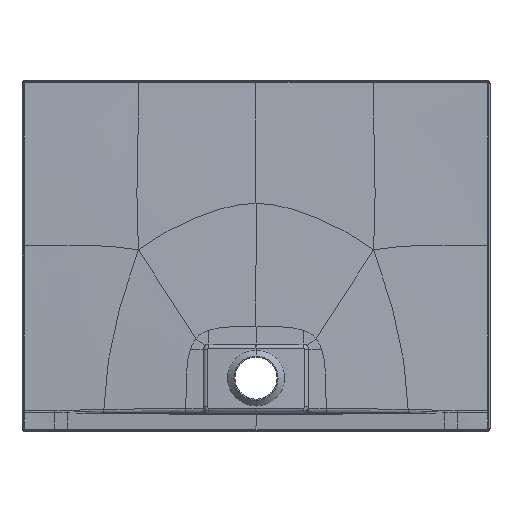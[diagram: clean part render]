
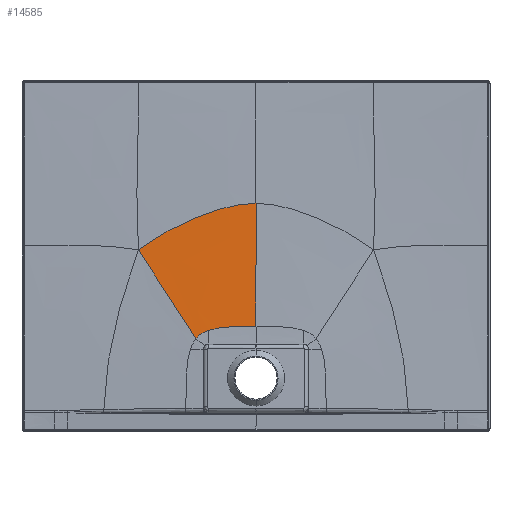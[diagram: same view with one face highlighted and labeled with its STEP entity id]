
A CAD part, front view. The second image highlights one B-rep face of the part: STEP entity #14585.
In plain terms, the highlighted free-form (B-spline) face has degree [3, 3] with [9, 8] control points.
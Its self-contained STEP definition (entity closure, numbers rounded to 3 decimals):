
#3709=DIRECTION('',(0.,0.024,1.));
#3710=VECTOR('',#3709,262.574);
#3711=CARTESIAN_POINT('',(0.,-15.499,
225.071));
#3712=LINE('',#3711,#3710);
#3713=CARTESIAN_POINT('',(-101.03,-15.499,
216.299));
#3714=CARTESIAN_POINT('',(-95.735,-15.499,
218.105));
#3715=CARTESIAN_POINT('',(-80.508,-15.499,
221.855));
#3716=CARTESIAN_POINT('',(-49.086,-15.499,
224.725));
#3717=CARTESIAN_POINT('',(-17.759,-15.499,
225.071));
#3718=CARTESIAN_POINT('',(0.,-15.499,
225.071));
#3720=CARTESIAN_POINT('',(-128.371,-15.497,
198.39));
#3721=CARTESIAN_POINT('',(-125.895,-15.498,
201.382));
#3722=CARTESIAN_POINT('',(-120.385,-15.498,
206.703));
#3723=CARTESIAN_POINT('',(-111.123,-15.498,
212.392));
#3724=CARTESIAN_POINT('',(-104.197,-15.498,
215.219));
#3725=CARTESIAN_POINT('',(-101.03,-15.499,
216.299));
#3727=CARTESIAN_POINT('',(0.,-9.249,
487.571));
#3728=CARTESIAN_POINT('',(-19.307,-9.249,
487.571));
#3729=CARTESIAN_POINT('',(-58.823,-9.159,
482.003));
#3730=CARTESIAN_POINT('',(-120.488,-8.868,
461.265));
#3731=CARTESIAN_POINT('',(-173.956,-8.582,
437.005));
#3732=CARTESIAN_POINT('',(-217.971,-8.291,
411.966));
#3733=CARTESIAN_POINT('',(-240.243,-8.105,
396.768));
#3734=CARTESIAN_POINT('',(-251.373,-7.999,
388.37));
#3917=CARTESIAN_POINT('',(-128.371,-15.497,
198.39));
#3918=CARTESIAN_POINT('',(-135.663,-14.977,
209.324));
#3919=CARTESIAN_POINT('',(-150.779,-13.914,
232.722));
#3920=CARTESIAN_POINT('',(-175.999,-12.157,
272.934));
#3921=CARTESIAN_POINT('',(-202.09,-10.471,
313.841));
#3922=CARTESIAN_POINT('',(-225.148,-9.224,
348.947));
#3923=CARTESIAN_POINT('',(-239.715,-8.518,
370.9));
#3924=CARTESIAN_POINT('',(-247.425,-8.17,
382.461));
#3925=CARTESIAN_POINT('',(-251.373,-7.999,
388.37));
#4495=VERTEX_POINT('',#3917);
#4496=VERTEX_POINT('',#3925);
#4509=VERTEX_POINT('',#3725);
#4641=CARTESIAN_POINT('',(0.,-15.499,
225.071));
#4642=CARTESIAN_POINT('',(0.,-9.249,
487.571));
#4643=VERTEX_POINT('',#4641);
#4644=VERTEX_POINT('',#4642);
#14501=CARTESIAN_POINT('',(1.349,-15.563,
222.381));
#14502=CARTESIAN_POINT('',(-16.968,-15.563,
222.388));
#14503=CARTESIAN_POINT('',(-48.729,-15.563,
222.155));
#14504=CARTESIAN_POINT('',(-84.724,-15.562,
219.208));
#14505=CARTESIAN_POINT('',(-106.411,-15.56,
213.125));
#14506=CARTESIAN_POINT('',(-119.893,-15.56,
205.016));
#14507=CARTESIAN_POINT('',(-125.416,-15.561,
199.629));
#14508=CARTESIAN_POINT('',(-127.947,-15.562,
196.47));
#14509=CARTESIAN_POINT('',(1.349,-15.021,
245.152));
#14510=CARTESIAN_POINT('',(-16.956,-15.021,
245.179));
#14511=CARTESIAN_POINT('',(-49.19,-15.023,
244.142));
#14512=CARTESIAN_POINT('',(-86.937,-15.031,
238.148));
#14513=CARTESIAN_POINT('',(-110.582,-15.037,
228.832));
#14514=CARTESIAN_POINT('',(-125.92,-15.032,
218.127));
#14515=CARTESIAN_POINT('',(-132.505,-15.025,
211.47));
#14516=CARTESIAN_POINT('',(-135.623,-15.019,
207.668));
#14517=CARTESIAN_POINT('',(1.35,-13.958,
289.797));
#14518=CARTESIAN_POINT('',(-16.956,-13.958,
289.866));
#14519=CARTESIAN_POINT('',(-50.219,-13.963,
287.25));
#14520=CARTESIAN_POINT('',(-91.646,-13.985,
275.451));
#14521=CARTESIAN_POINT('',(-119.286,-13.997,
260.257));
#14522=CARTESIAN_POINT('',(-138.299,-13.978,
245.023));
#14523=CARTESIAN_POINT('',(-146.96,-13.952,
236.179));
#14524=CARTESIAN_POINT('',(-151.225,-13.934,
231.269));
#14525=CARTESIAN_POINT('',(1.352,-12.374,
356.317));
#14526=CARTESIAN_POINT('',(-16.96,-12.374,
356.44));
#14527=CARTESIAN_POINT('',(-51.842,-12.371,
351.752));
#14528=CARTESIAN_POINT('',(-99.278,-12.366,
332.674));
#14529=CARTESIAN_POINT('',(-133.669,-12.341,
310.431));
#14530=CARTESIAN_POINT('',(-158.883,-12.263,
289.734));
#14531=CARTESIAN_POINT('',(-170.991,-12.194,
278.135));
#14532=CARTESIAN_POINT('',(-177.136,-12.149,
271.76));
#14533=CARTESIAN_POINT('',(1.365,-11.072,411.003));
#14534=CARTESIAN_POINT('',(-17.113,-11.073,
411.153));
#14535=CARTESIAN_POINT('',(-53.507,-11.043,
405.45));
#14536=CARTESIAN_POINT('',(-106.369,-10.949,
383.089));
#14537=CARTESIAN_POINT('',(-147.554,-10.831,
357.603));
#14538=CARTESIAN_POINT('',(-179.501,-10.659,
333.683));
#14539=CARTESIAN_POINT('',(-195.411,-10.534,
320.035));
#14540=CARTESIAN_POINT('',(-203.604,-10.457,
312.444));
#14541=CARTESIAN_POINT('',(1.4,-10.161,
449.285));
#14542=CARTESIAN_POINT('',(-17.549,-10.162,
449.437));
#14543=CARTESIAN_POINT('',(-55.48,-10.104,
443.622));
#14544=CARTESIAN_POINT('',(-112.717,-9.915,
421.242));
#14545=CARTESIAN_POINT('',(-159.694,-9.71,
395.657));
#14546=CARTESIAN_POINT('',(-197.692,-9.469,
370.603));
#14547=CARTESIAN_POINT('',(-217.011,-9.304,
355.78));
#14548=CARTESIAN_POINT('',(-226.992,-9.206,
347.408));
#14549=CARTESIAN_POINT('',(1.432,-9.626,
471.742));
#14550=CARTESIAN_POINT('',(-17.943,-9.628,
471.891));
#14551=CARTESIAN_POINT('',(-56.998,-9.551,
466.187));
#14552=CARTESIAN_POINT('',(-117.046,-9.301,
444.462));
#14553=CARTESIAN_POINT('',(-167.734,-9.047,
419.461));
#14554=CARTESIAN_POINT('',(-209.607,-8.771,
394.078));
#14555=CARTESIAN_POINT('',(-231.07,-8.588,
378.661));
#14556=CARTESIAN_POINT('',(-242.15,-8.479,
369.869));
#14557=CARTESIAN_POINT('',(1.453,-9.352,
483.262));
#14558=CARTESIAN_POINT('',(-18.201,-9.354,
483.408));
#14559=CARTESIAN_POINT('',(-57.924,-9.267,
477.82));
#14560=CARTESIAN_POINT('',(-119.512,-8.986,
456.657));
#14561=CARTESIAN_POINT('',(-172.209,-8.708,
432.169));
#14562=CARTESIAN_POINT('',(-216.16,-8.417,
406.725));
#14563=CARTESIAN_POINT('',(-238.752,-8.226,
391.034));
#14564=CARTESIAN_POINT('',(-250.4,-8.113,
382.042));
#14565=CARTESIAN_POINT('',(1.465,-9.207,
489.313));
#14566=CARTESIAN_POINT('',(-18.353,-9.21,
489.457));
#14567=CARTESIAN_POINT('',(-58.456,-9.119,
483.945));
#14568=CARTESIAN_POINT('',(-120.882,-8.82,
463.133));
#14569=CARTESIAN_POINT('',(-174.66,-8.531,
438.963));
#14570=CARTESIAN_POINT('',(-219.717,-8.233,
413.51));
#14571=CARTESIAN_POINT('',(-242.9,-8.039,
397.683));
#14572=CARTESIAN_POINT('',(-254.844,-7.923,
388.591));
#14573=B_SPLINE_SURFACE_WITH_KNOTS('',3,3,((#14501,#14502,#14503,#14504,#14505,
#14506,#14507,#14508),(#14509,#14510,#14511,#14512,#14513,#14514,#14515,#14516),
(#14517,#14518,#14519,#14520,#14521,#14522,#14523,#14524),(#14525,#14526,#14527,
#14528,#14529,#14530,#14531,#14532),(#14533,#14534,#14535,#14536,#14537,#14538,
#14539,#14540),(#14541,#14542,#14543,#14544,#14545,#14546,#14547,#14548),
(#14549,#14550,#14551,#14552,#14553,#14554,#14555,#14556),(#14557,#14558,#14559,
#14560,#14561,#14562,#14563,#14564),(#14565,#14566,#14567,#14568,#14569,#14570,
#14571,#14572)),.UNSPECIFIED.,.F.,.F.,.F.,(4,1,1,1,1,1,4),(4,1,1,1,1,4),(
-0.005,0.125,0.25,0.375,0.438,0.469,0.503),
(-0.003,0.125,0.25,0.375,0.438,0.504),
.UNSPECIFIED.);
#14575=ORIENTED_EDGE('',*,*,#14574,.F.);
#14577=ORIENTED_EDGE('',*,*,#14576,.F.);
#14579=ORIENTED_EDGE('',*,*,#14578,.F.);
#14581=ORIENTED_EDGE('',*,*,#14580,.T.);
#14582=ORIENTED_EDGE('',*,*,#14492,.F.);
#14583=EDGE_LOOP('',(#14575,#14577,#14579,#14581,#14582));
#14584=FACE_OUTER_BOUND('',#14583,.F.);
#14585=ADVANCED_FACE('',(#14584),#14573,.T.);
#3719=B_SPLINE_CURVE_WITH_KNOTS('',3,(#3713,#3714,#3715,#3716,#3717,#3718),
.UNSPECIFIED.,.F.,.F.,(4,1,1,4),(0.,0.238,0.619,1.),
.UNSPECIFIED.);
#3726=B_SPLINE_CURVE_WITH_KNOTS('',3,(#3720,#3721,#3722,#3723,#3724,#3725),
.UNSPECIFIED.,.F.,.F.,(4,1,1,4),(0.,0.364,0.728,1.),
.UNSPECIFIED.);
#3735=B_SPLINE_CURVE_WITH_KNOTS('',3,(#3727,#3728,#3729,#3730,#3731,#3732,#3733,
#3734),.UNSPECIFIED.,.F.,.F.,(4,1,1,1,1,4),(0.,0.25,0.5,0.75,0.875,
1.),.UNSPECIFIED.);
#3926=B_SPLINE_CURVE_WITH_KNOTS('',3,(#3917,#3918,#3919,#3920,#3921,#3922,#3923,
#3924,#3925),.UNSPECIFIED.,.F.,.F.,(4,1,1,1,1,1,4),(0.,0.25,0.5,0.75,
0.875,0.938,1.),.UNSPECIFIED.);
#14492=EDGE_CURVE('',#4644,#4496,#3735,.T.);
#14574=EDGE_CURVE('',#4643,#4644,#3712,.T.);
#14576=EDGE_CURVE('',#4509,#4643,#3719,.T.);
#14578=EDGE_CURVE('',#4495,#4509,#3726,.T.);
#14580=EDGE_CURVE('',#4495,#4496,#3926,.T.);
